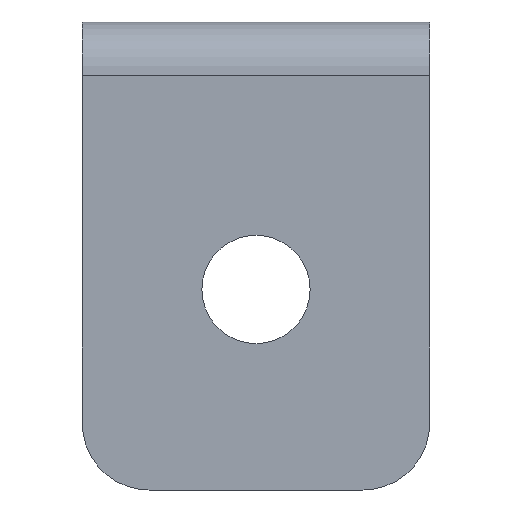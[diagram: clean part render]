
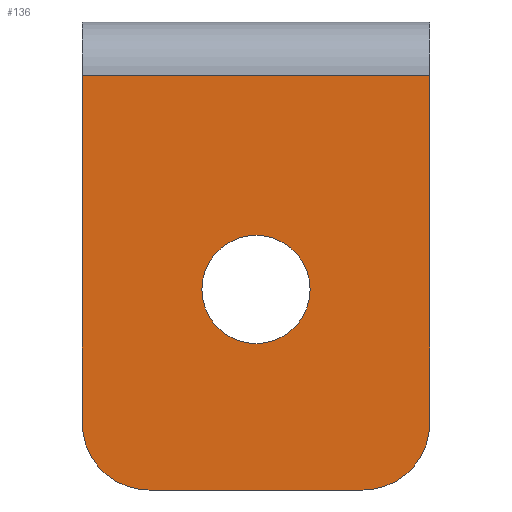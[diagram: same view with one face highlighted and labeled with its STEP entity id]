
A CAD part, front view. The second image highlights one B-rep face of the part: STEP entity #136.
In plain terms, the highlighted planar face has unit normal (0, -1, 0).
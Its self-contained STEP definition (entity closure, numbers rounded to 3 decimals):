
#17 = AXIS2_PLACEMENT_3D ( 'NONE', #54, #377, #693 ) ;
#44 = CARTESIAN_POINT ( 'NONE',  ( 26., 0., -30. ) ) ;
#53 = LINE ( 'NONE', #452, #443 ) ;
#54 = CARTESIAN_POINT ( 'NONE',  ( 13., 0., -20. ) ) ;
#55 = LINE ( 'NONE', #332, #283 ) ;
#63 = DIRECTION ( 'NONE',  ( 0., 0., -1. ) ) ;
#68 = EDGE_CURVE ( 'NONE', #493, #639, #53, .T. ) ;
#71 = CIRCLE ( 'NONE', #552, 4.05 ) ;
#73 = ORIENTED_EDGE ( 'NONE', *, *, #696, .T. ) ;
#78 = ORIENTED_EDGE ( 'NONE', *, *, #475, .T. ) ;
#111 = CARTESIAN_POINT ( 'NONE',  ( 21., 0., -30. ) ) ;
#127 = VERTEX_POINT ( 'NONE', #44 ) ;
#136 = ADVANCED_FACE ( 'NONE', ( #331, #155 ), #666, .F. ) ;
#140 = VECTOR ( 'NONE', #259, 1000. ) ;
#142 = VERTEX_POINT ( 'NONE', #209 ) ;
#143 = CARTESIAN_POINT ( 'NONE',  ( 13., 0., -15.95 ) ) ;
#148 = VECTOR ( 'NONE', #354, 1000. ) ;
#155 = FACE_OUTER_BOUND ( 'NONE', #321, .T. ) ;
#160 = ORIENTED_EDGE ( 'NONE', *, *, #337, .T. ) ;
#163 = EDGE_CURVE ( 'NONE', #177, #127, #444, .T. ) ;
#167 = DIRECTION ( 'NONE',  ( 0., 0., 1. ) ) ;
#176 = CARTESIAN_POINT ( 'NONE',  ( 5., 0., -35. ) ) ;
#177 = VERTEX_POINT ( 'NONE', #679 ) ;
#179 = CIRCLE ( 'NONE', #288, 5. ) ;
#183 = DIRECTION ( 'NONE',  ( 0., -1., 0. ) ) ;
#199 = DIRECTION ( 'NONE',  ( 0., 0., 1. ) ) ;
#209 = CARTESIAN_POINT ( 'NONE',  ( 13., 0., -24.05 ) ) ;
#210 = ORIENTED_EDGE ( 'NONE', *, *, #163, .F. ) ;
#226 = CIRCLE ( 'NONE', #392, 5. ) ;
#240 = DIRECTION ( 'NONE',  ( 0., 0., 1. ) ) ;
#251 = CIRCLE ( 'NONE', #17, 4.05 ) ;
#257 = EDGE_CURVE ( 'NONE', #177, #576, #461, .T. ) ;
#259 = DIRECTION ( 'NONE',  ( -1., 0., 0. ) ) ;
#260 = EDGE_LOOP ( 'NONE', ( #271, #73 ) ) ;
#271 = ORIENTED_EDGE ( 'NONE', *, *, #405, .T. ) ;
#283 = VECTOR ( 'NONE', #63, 1000. ) ;
#288 = AXIS2_PLACEMENT_3D ( 'NONE', #606, #183, #240 ) ;
#294 = DIRECTION ( 'NONE',  ( 0., 1., 0. ) ) ;
#308 = CARTESIAN_POINT ( 'NONE',  ( 0., 0., -30. ) ) ;
#321 = EDGE_LOOP ( 'NONE', ( #160, #371, #675, #78, #210, #498 ) ) ;
#331 = FACE_BOUND ( 'NONE', #260, .T. ) ;
#332 = CARTESIAN_POINT ( 'NONE',  ( 0., 0., 0. ) ) ;
#337 = EDGE_CURVE ( 'NONE', #576, #393, #55, .T. ) ;
#354 = DIRECTION ( 'NONE',  ( 0., 0., -1. ) ) ;
#371 = ORIENTED_EDGE ( 'NONE', *, *, #507, .T. ) ;
#377 = DIRECTION ( 'NONE',  ( 0., 1., 0. ) ) ;
#388 = VERTEX_POINT ( 'NONE', #143 ) ;
#392 = AXIS2_PLACEMENT_3D ( 'NONE', #111, #489, #167 ) ;
#393 = VERTEX_POINT ( 'NONE', #308 ) ;
#405 = EDGE_CURVE ( 'NONE', #388, #142, #251, .T. ) ;
#416 = CARTESIAN_POINT ( 'NONE',  ( 26., 0., -4. ) ) ;
#443 = VECTOR ( 'NONE', #554, 1000. ) ;
#444 = LINE ( 'NONE', #672, #148 ) ;
#451 = CARTESIAN_POINT ( 'NONE',  ( 21., 0., -35. ) ) ;
#452 = CARTESIAN_POINT ( 'NONE',  ( 26., 0., -35. ) ) ;
#461 = LINE ( 'NONE', #416, #140 ) ;
#475 = EDGE_CURVE ( 'NONE', #493, #127, #226, .T. ) ;
#489 = DIRECTION ( 'NONE',  ( 0., -1., 0. ) ) ;
#493 = VERTEX_POINT ( 'NONE', #451 ) ;
#495 = CARTESIAN_POINT ( 'NONE',  ( 0., 0., -4. ) ) ;
#498 = ORIENTED_EDGE ( 'NONE', *, *, #257, .T. ) ;
#507 = EDGE_CURVE ( 'NONE', #393, #639, #179, .T. ) ;
#552 = AXIS2_PLACEMENT_3D ( 'NONE', #611, #294, #557 ) ;
#554 = DIRECTION ( 'NONE',  ( -1., 0., 0. ) ) ;
#557 = DIRECTION ( 'NONE',  ( 0., 0., 1. ) ) ;
#576 = VERTEX_POINT ( 'NONE', #495 ) ;
#580 = DIRECTION ( 'NONE',  ( 0., 1., 0. ) ) ;
#602 = AXIS2_PLACEMENT_3D ( 'NONE', #673, #580, #199 ) ;
#606 = CARTESIAN_POINT ( 'NONE',  ( 5., 0., -30. ) ) ;
#611 = CARTESIAN_POINT ( 'NONE',  ( 13., 0., -20. ) ) ;
#639 = VERTEX_POINT ( 'NONE', #176 ) ;
#666 = PLANE ( 'NONE',  #602 ) ;
#672 = CARTESIAN_POINT ( 'NONE',  ( 26., 0., 0. ) ) ;
#673 = CARTESIAN_POINT ( 'NONE',  ( 26., 0., 0. ) ) ;
#675 = ORIENTED_EDGE ( 'NONE', *, *, #68, .F. ) ;
#679 = CARTESIAN_POINT ( 'NONE',  ( 26., 0., -4. ) ) ;
#693 = DIRECTION ( 'NONE',  ( 0., 0., 1. ) ) ;
#696 = EDGE_CURVE ( 'NONE', #142, #388, #71, .T. ) ;
